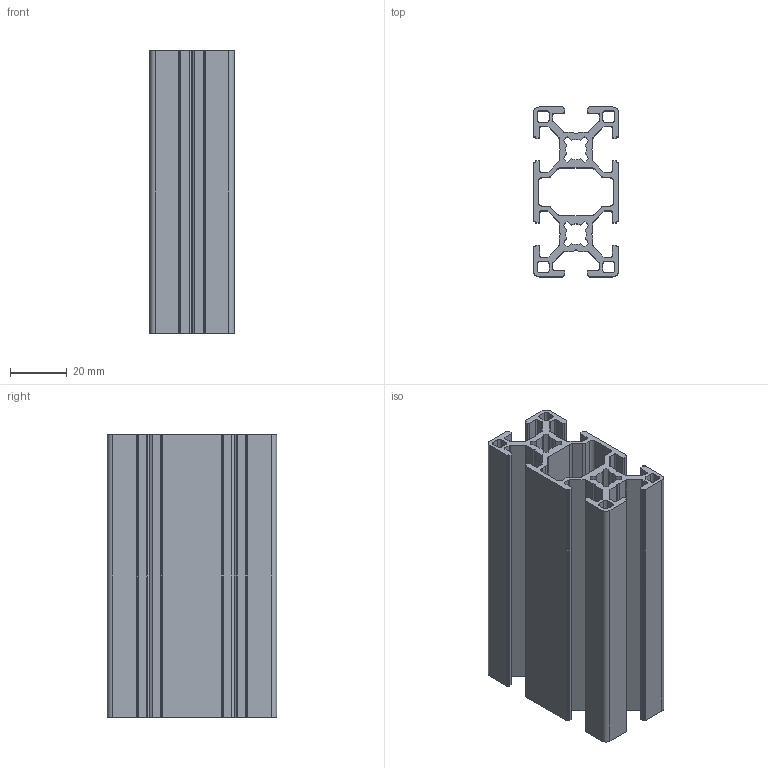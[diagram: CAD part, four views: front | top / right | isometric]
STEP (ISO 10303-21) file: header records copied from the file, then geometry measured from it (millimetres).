
FILE_DESCRIPTION(('FreeCAD Model'),'2;1');
FILE_NAME('Profile-30x60-B-Type_Slot8.step','2019-11-03T12:22:04',('Author'),(''), 'Open CASCADE STEP processor 7.3','FreeCAD','Unknown');
FILE_SCHEMA(('AUTOMOTIVE_DESIGN { 1 0 10303 214 1 1 1 1 }'));
Length unit declared in the file: millimetre
Products named in the file (1): Mirrored003
Bounding box: 30 x 60 x 100 mm (x, y, z)
Volume: 55257.7 mm3; surface area: 57321.4 mm2
Topology: 1 solids, 1 shells, 292 faces, 870 edges, 580 vertices
Faces by surface type: plane 154, cylinder 138
Entity records: 21170 total; most frequent: CARTESIAN_POINT 4217, DIRECTION 3113, LINE 1774, VECTOR 1774, ORIENTED_EDGE 1740, PCURVE 1740, DEFINITIONAL_REPRESENTATION 1740, EDGE_CURVE 870
